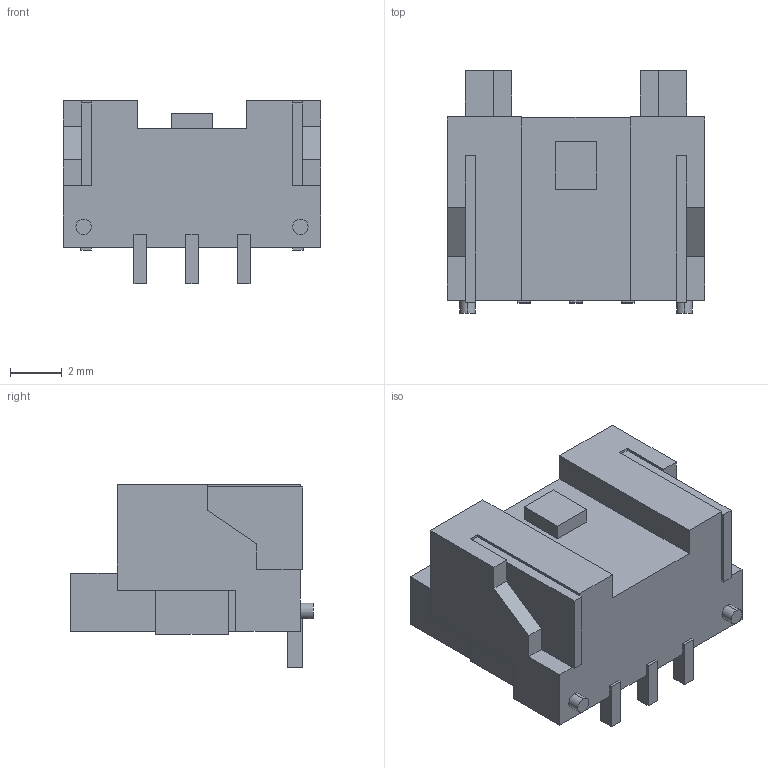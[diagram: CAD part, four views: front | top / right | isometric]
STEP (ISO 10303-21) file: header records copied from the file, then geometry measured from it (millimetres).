
FILE_DESCRIPTION(('FreeCAD Model'),'2;1');
FILE_NAME('Open CASCADE Shape Model','2023-08-08T12:31:15',(''),(''), 'Open CASCADE STEP processor 7.6','FreeCAD','Unknown');
FILE_SCHEMA(('AUTOMOTIVE_DESIGN { 1 0 10303 214 1 1 1 1 }'));
Length unit declared in the file: millimetre
Products named in the file (1): BM03B-PASS-1-TF
Bounding box: 10 x 9.4 x 7.1 mm (x, y, z)
Volume: 289.5 mm3; surface area: 501 mm2
Topology: 1 solids, 1 shells, 112 faces, 306 edges, 202 vertices
Faces by surface type: plane 108, cylinder 4
Entity records: 4236 total; most frequent: CARTESIAN_POINT 621, ORIENTED_EDGE 612, DIRECTION 540, EDGE_CURVE 306, LINE 298, VECTOR 298, VERTEX_POINT 202, AXIS2_PLACEMENT_3D 121
